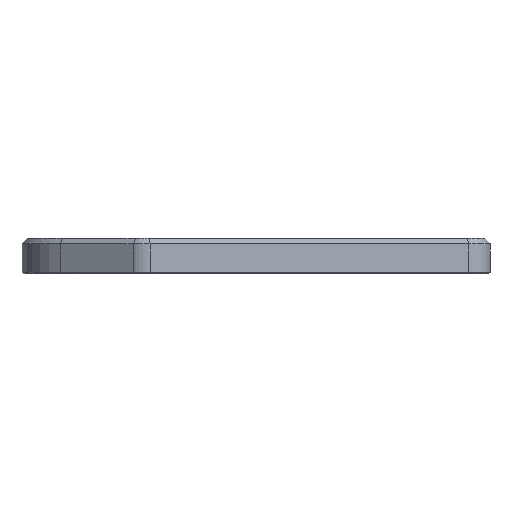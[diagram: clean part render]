
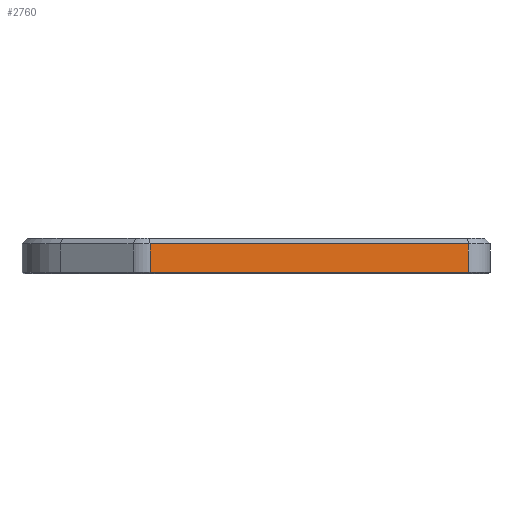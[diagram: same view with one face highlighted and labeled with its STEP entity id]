
A CAD part, front view. The second image highlights one B-rep face of the part: STEP entity #2760.
In plain terms, the highlighted planar face has unit normal (0.125, -0.992, 0).
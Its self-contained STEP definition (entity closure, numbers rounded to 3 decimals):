
#1441 = VERTEX_POINT('',#1442);
#1442 = CARTESIAN_POINT('',(-8.475,-35.931,-2.6));
#1490 = VERTEX_POINT('',#1491);
#1491 = CARTESIAN_POINT('',(109.4,-21.082,-2.6));
#1497 = EDGE_CURVE('',#1490,#1441,#1498,.T.);
#1498 = LINE('',#1499,#1500);
#1499 = CARTESIAN_POINT('',(109.4,-21.082,-2.6));
#1500 = VECTOR('',#1501,1.);
#1501 = DIRECTION('',(-0.992,-0.125,0.));
#2717 = VERTEX_POINT('',#2718);
#2718 = CARTESIAN_POINT('',(-8.475,-35.931,8.));
#2725 = EDGE_CURVE('',#2717,#1441,#2726,.T.);
#2726 = LINE('',#2727,#2728);
#2727 = CARTESIAN_POINT('',(-8.475,-35.931,10.));
#2728 = VECTOR('',#2729,1.);
#2729 = DIRECTION('',(0.,0.,-1.));
#2760 = ADVANCED_FACE('',(#2761),#2779,.T.);
#2761 = FACE_BOUND('',#2762,.T.);
#2762 = EDGE_LOOP('',(#2763,#2771,#2777,#2778));
#2763 = ORIENTED_EDGE('',*,*,#2764,.F.);
#2764 = EDGE_CURVE('',#2765,#1490,#2767,.T.);
#2765 = VERTEX_POINT('',#2766);
#2766 = CARTESIAN_POINT('',(109.4,-21.082,8.));
#2767 = LINE('',#2768,#2769);
#2768 = CARTESIAN_POINT('',(109.4,-21.082,10.));
#2769 = VECTOR('',#2770,1.);
#2770 = DIRECTION('',(0.,0.,-1.));
#2771 = ORIENTED_EDGE('',*,*,#2772,.F.);
#2772 = EDGE_CURVE('',#2717,#2765,#2773,.T.);
#2773 = LINE('',#2774,#2775);
#2774 = CARTESIAN_POINT('',(-8.475,-35.931,8.));
#2775 = VECTOR('',#2776,1.);
#2776 = DIRECTION('',(0.992,0.125,0.));
#2777 = ORIENTED_EDGE('',*,*,#2725,.T.);
#2778 = ORIENTED_EDGE('',*,*,#1497,.F.);
#2779 = PLANE('',#2780);
#2780 = AXIS2_PLACEMENT_3D('',#2781,#2782,#2783);
#2781 = CARTESIAN_POINT('',(-8.475,-35.931,10.));
#2782 = DIRECTION('',(0.125,-0.992,0.));
#2783 = DIRECTION('',(0.,0.,-1.));
